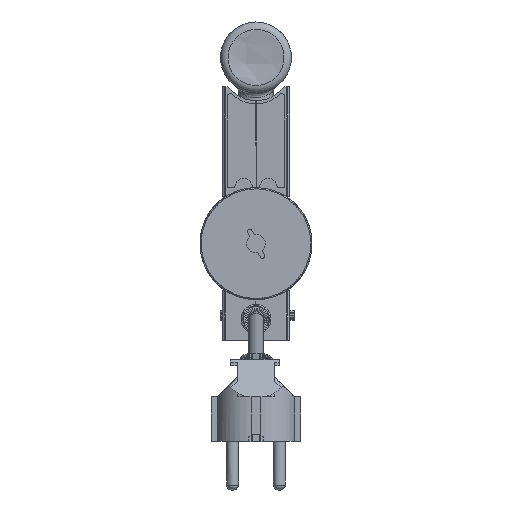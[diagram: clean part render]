
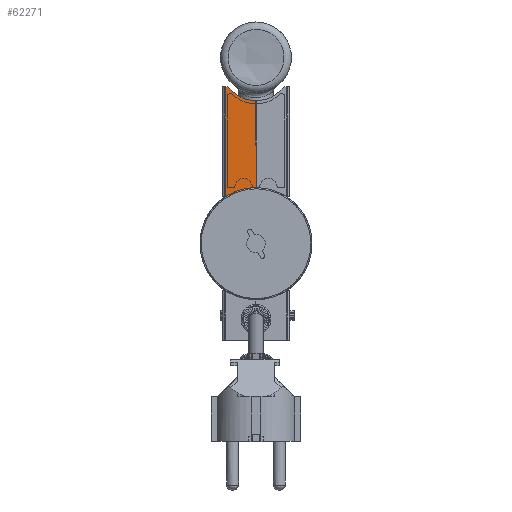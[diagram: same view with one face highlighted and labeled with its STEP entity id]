
A CAD part, front view. The second image highlights one B-rep face of the part: STEP entity #62271.
In plain terms, the highlighted face is planar.
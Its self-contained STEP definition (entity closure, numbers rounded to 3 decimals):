
#51 = DIRECTION ( 'NONE',  ( 1., 0., 0. ) ) ;
#289 = ORIENTED_EDGE ( 'NONE', *, *, #32474, .T. ) ;
#520 = CARTESIAN_POINT ( 'NONE',  ( 31.7, -22.1, -13.5 ) ) ;
#640 = VERTEX_POINT ( 'NONE', #62909 ) ;
#1939 = FACE_OUTER_BOUND ( 'NONE', #16404, .T. ) ;
#2528 = CARTESIAN_POINT ( 'NONE',  ( 31.7, 22.1, -1.25 ) ) ;
#3039 = CIRCLE ( 'NONE', #64290, 22.5 ) ;
#3092 = VERTEX_POINT ( 'NONE', #4052 ) ;
#4052 = CARTESIAN_POINT ( 'NONE',  ( 31.7, -18.907, -9.1 ) ) ;
#4439 = AXIS2_PLACEMENT_3D ( 'NONE', #55347, #51, #35436 ) ;
#4950 = CARTESIAN_POINT ( 'NONE',  ( 31.7, -40.973, -13.5 ) ) ;
#6157 = VERTEX_POINT ( 'NONE', #9563 ) ;
#6528 = AXIS2_PLACEMENT_3D ( 'NONE', #60102, #39136, #65240 ) ;
#6921 = EDGE_CURVE ( 'NONE', #46884, #37372, #49849, .T. ) ;
#7312 = EDGE_CURVE ( 'NONE', #3092, #6157, #3039, .T. ) ;
#7498 = CARTESIAN_POINT ( 'NONE',  ( 31.7, 1.022, -5.126 ) ) ;
#7608 = ORIENTED_EDGE ( 'NONE', *, *, #52249, .F. ) ;
#7952 = CARTESIAN_POINT ( 'NONE',  ( 31.7, -21.35, -1.03 ) ) ;
#8174 = DIRECTION ( 'NONE',  ( 1., 0., 0. ) ) ;
#9563 = CARTESIAN_POINT ( 'NONE',  ( 31.7, -21.983, -1.432 ) ) ;
#9794 = DIRECTION ( 'NONE',  ( 0., -1., 0. ) ) ;
#12695 = LINE ( 'NONE', #60794, #21013 ) ;
#14488 = VECTOR ( 'NONE', #38534, 1000. ) ;
#16404 = EDGE_LOOP ( 'NONE', ( #33722, #39749, #26069, #41649, #289, #26607, #17879, #40833, #7608 ) ) ;
#17879 = ORIENTED_EDGE ( 'NONE', *, *, #28101, .F. ) ;
#18960 = PLANE ( 'NONE',  #6528 ) ;
#20436 = CARTESIAN_POINT ( 'NONE',  ( 31.7, 21.815, -2.57 ) ) ;
#21013 = VECTOR ( 'NONE', #55028, 1000. ) ;
#22522 = VECTOR ( 'NONE', #9794, 1000. ) ;
#23290 = AXIS2_PLACEMENT_3D ( 'NONE', #4950, #56252, #61391 ) ;
#26069 = ORIENTED_EDGE ( 'NONE', *, *, #29142, .F. ) ;
#26607 = ORIENTED_EDGE ( 'NONE', *, *, #7312, .F. ) ;
#27731 = VECTOR ( 'NONE', #55923, 1000. ) ;
#28101 = EDGE_CURVE ( 'NONE', #64306, #3092, #36691, .T. ) ;
#28363 = EDGE_CURVE ( 'NONE', #37186, #640, #45335, .T. ) ;
#29142 = EDGE_CURVE ( 'NONE', #46884, #640, #12695, .T. ) ;
#31191 = LINE ( 'NONE', #520, #22522 ) ;
#31821 = CIRCLE ( 'NONE', #36929, 0.75 ) ;
#32474 = EDGE_CURVE ( 'NONE', #37372, #6157, #31821, .T. ) ;
#33049 = CARTESIAN_POINT ( 'NONE',  ( 31.7, 16.527, -13.5 ) ) ;
#33722 = ORIENTED_EDGE ( 'NONE', *, *, #42821, .F. ) ;
#34881 = DIRECTION ( 'NONE',  ( 1., 0., 0. ) ) ;
#34966 = CARTESIAN_POINT ( 'NONE',  ( 31.7, -22.067, -1.25 ) ) ;
#35106 = CARTESIAN_POINT ( 'NONE',  ( 31.7, 21.35, -1.982 ) ) ;
#35436 = DIRECTION ( 'NONE',  ( 0., 0., -1. ) ) ;
#36430 = CARTESIAN_POINT ( 'NONE',  ( 31.7, -20.398, -9.397 ) ) ;
#36691 = LINE ( 'NONE', #7498, #14488 ) ;
#36929 = AXIS2_PLACEMENT_3D ( 'NONE', #7952, #8174, #64234 ) ;
#37186 = VERTEX_POINT ( 'NONE', #20436 ) ;
#37372 = VERTEX_POINT ( 'NONE', #34966 ) ;
#38534 = DIRECTION ( 'NONE',  ( 0., 0.981, 0.196 ) ) ;
#39136 = DIRECTION ( 'NONE',  ( 1., 0., 0. ) ) ;
#39749 = ORIENTED_EDGE ( 'NONE', *, *, #28363, .T. ) ;
#40833 = ORIENTED_EDGE ( 'NONE', *, *, #45416, .F. ) ;
#41213 = VERTEX_POINT ( 'NONE', #33049 ) ;
#41649 = ORIENTED_EDGE ( 'NONE', *, *, #6921, .T. ) ;
#42821 = EDGE_CURVE ( 'NONE', #37186, #41213, #44682, .T. ) ;
#43967 = DIRECTION ( 'NONE',  ( 0., 0., -1. ) ) ;
#44682 = CIRCLE ( 'NONE', #4439, 13.94 ) ;
#44823 = CARTESIAN_POINT ( 'NONE',  ( 31.7, -40.973, -13.5 ) ) ;
#45335 = CIRCLE ( 'NONE', #52815, 0.75 ) ;
#45416 = EDGE_CURVE ( 'NONE', #50759, #64306, #62863, .T. ) ;
#46233 = CARTESIAN_POINT ( 'NONE',  ( 31.7, 0., -1.25 ) ) ;
#46884 = VERTEX_POINT ( 'NONE', #2528 ) ;
#49849 = LINE ( 'NONE', #46233, #27731 ) ;
#50759 = VERTEX_POINT ( 'NONE', #62877 ) ;
#52249 = EDGE_CURVE ( 'NONE', #41213, #50759, #31191, .T. ) ;
#52815 = AXIS2_PLACEMENT_3D ( 'NONE', #35106, #34881, #59691 ) ;
#55028 = DIRECTION ( 'NONE',  ( 0., 0., -1. ) ) ;
#55347 = CARTESIAN_POINT ( 'NONE',  ( 31.7, 30.467, -13.5 ) ) ;
#55923 = DIRECTION ( 'NONE',  ( 0., -1., 0. ) ) ;
#56252 = DIRECTION ( 'NONE',  ( 1., 0., 0. ) ) ;
#59691 = DIRECTION ( 'NONE',  ( 0., 0., -1. ) ) ;
#60102 = CARTESIAN_POINT ( 'NONE',  ( 31.7, 0., 0. ) ) ;
#60794 = CARTESIAN_POINT ( 'NONE',  ( 31.7, 22.1, -13.5 ) ) ;
#61391 = DIRECTION ( 'NONE',  ( 0., 0., -1. ) ) ;
#62271 = ADVANCED_FACE ( 'NONE', ( #1939 ), #18960, .T. ) ;
#62863 = CIRCLE ( 'NONE', #23290, 20.98 ) ;
#62877 = CARTESIAN_POINT ( 'NONE',  ( 31.7, -19.993, -13.5 ) ) ;
#62909 = CARTESIAN_POINT ( 'NONE',  ( 31.7, 22.1, -1.982 ) ) ;
#64129 = DIRECTION ( 'NONE',  ( 1., 0., 0. ) ) ;
#64234 = DIRECTION ( 'NONE',  ( 0., 0., -1. ) ) ;
#64290 = AXIS2_PLACEMENT_3D ( 'NONE', #44823, #64129, #43967 ) ;
#64306 = VERTEX_POINT ( 'NONE', #36430 ) ;
#65240 = DIRECTION ( 'NONE',  ( 0., 0., -1. ) ) ;
